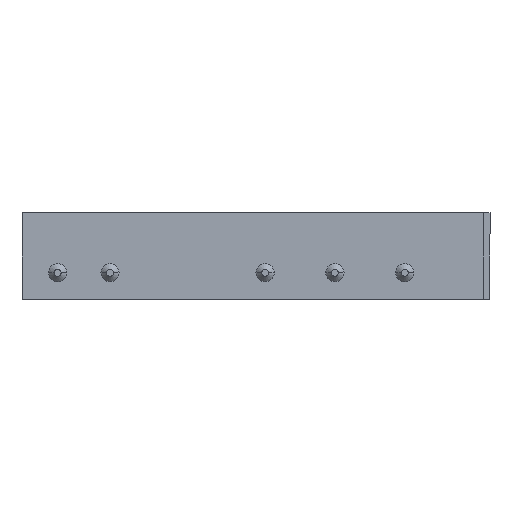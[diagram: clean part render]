
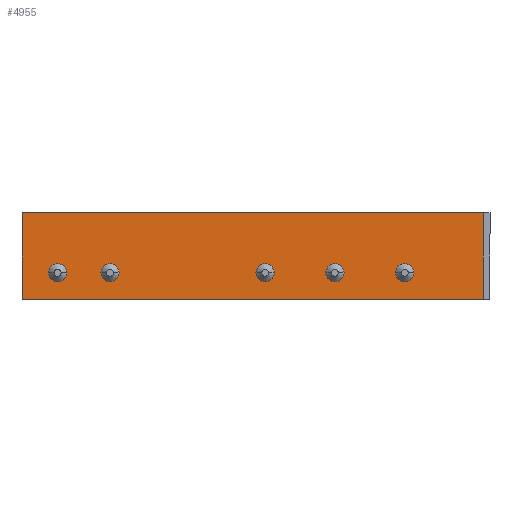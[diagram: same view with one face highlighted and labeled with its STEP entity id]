
A CAD part, front view. The second image highlights one B-rep face of the part: STEP entity #4955.
In plain terms, the highlighted planar face has unit normal (0, -1, 0).
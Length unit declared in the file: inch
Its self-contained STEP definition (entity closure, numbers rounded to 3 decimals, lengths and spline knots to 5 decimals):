
#390 = EDGE_CURVE ( 'NONE', #5842, #3745, #3491, .T. ) ;
#499 = VERTEX_POINT ( 'NONE', #8528 ) ;
#533 = LINE ( 'NONE', #1475, #5072 ) ;
#838 = EDGE_CURVE ( 'NONE', #8146, #499, #533, .T. ) ;
#1011 = ORIENTED_EDGE ( 'NONE', *, *, #838, .T. ) ;
#1228 = CARTESIAN_POINT ( 'NONE',  ( 0., 0., 0. ) ) ;
#1475 = CARTESIAN_POINT ( 'NONE',  ( 0., 0., 0.24409 ) ) ;
#2015 = VECTOR ( 'NONE', #3340, 39.37008 ) ;
#2328 = CARTESIAN_POINT ( 'NONE',  ( 0., 0., 0. ) ) ;
#2477 = CARTESIAN_POINT ( 'NONE',  ( 1.29921, 0., 0. ) ) ;
#3116 = LINE ( 'NONE', #1228, #5398 ) ;
#3174 = CARTESIAN_POINT ( 'NONE',  ( 1.29921, 0., 0.24409 ) ) ;
#3192 = DIRECTION ( 'NONE',  ( 0., 0., -1. ) ) ;
#3214 = FACE_OUTER_BOUND ( 'NONE', #9890, .T. ) ;
#3340 = DIRECTION ( 'NONE',  ( 0., 0., -1. ) ) ;
#3491 = LINE ( 'NONE', #8960, #8001 ) ;
#3745 = VERTEX_POINT ( 'NONE', #7547 ) ;
#3885 = DIRECTION ( 'NONE',  ( 1., 0., 0. ) ) ;
#4044 = PLANE ( 'NONE',  #8359 ) ;
#4955 = ADVANCED_FACE ( 'NONE', ( #3214 ), #4044, .T. ) ;
#5072 = VECTOR ( 'NONE', #5677, 39.37008 ) ;
#5398 = VECTOR ( 'NONE', #6322, 39.37008 ) ;
#5677 = DIRECTION ( 'NONE',  ( -1., 0., 0. ) ) ;
#5842 = VERTEX_POINT ( 'NONE', #7439 ) ;
#6047 = ORIENTED_EDGE ( 'NONE', *, *, #6449, .F. ) ;
#6322 = DIRECTION ( 'NONE',  ( 0., 0., -1. ) ) ;
#6404 = ORIENTED_EDGE ( 'NONE', *, *, #390, .T. ) ;
#6449 = EDGE_CURVE ( 'NONE', #8146, #3745, #6551, .T. ) ;
#6551 = LINE ( 'NONE', #2477, #2015 ) ;
#7439 = CARTESIAN_POINT ( 'NONE',  ( 0., 0., 0. ) ) ;
#7547 = CARTESIAN_POINT ( 'NONE',  ( 1.29921, 0., 0. ) ) ;
#8001 = VECTOR ( 'NONE', #3885, 39.37008 ) ;
#8146 = VERTEX_POINT ( 'NONE', #3174 ) ;
#8312 = DIRECTION ( 'NONE',  ( 0., -1., 0. ) ) ;
#8359 = AXIS2_PLACEMENT_3D ( 'NONE', #2328, #8312, #3192 ) ;
#8528 = CARTESIAN_POINT ( 'NONE',  ( 0., 0., 0.24409 ) ) ;
#8960 = CARTESIAN_POINT ( 'NONE',  ( 0.81447, 0., 0. ) ) ;
#9215 = EDGE_CURVE ( 'NONE', #499, #5842, #3116, .T. ) ;
#9890 = EDGE_LOOP ( 'NONE', ( #1011, #10748, #6404, #6047 ) ) ;
#10748 = ORIENTED_EDGE ( 'NONE', *, *, #9215, .T. ) ;
